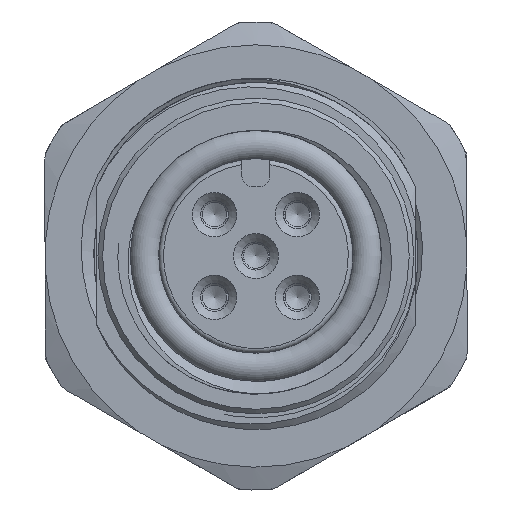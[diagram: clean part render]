
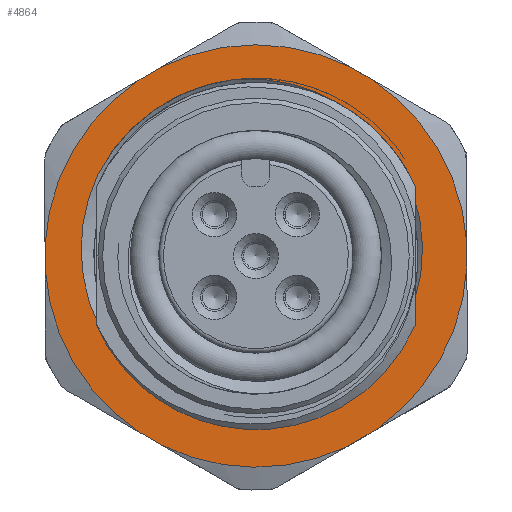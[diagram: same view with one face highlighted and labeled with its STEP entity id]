
A CAD part, front view. The second image highlights one B-rep face of the part: STEP entity #4864.
In plain terms, the highlighted face is planar.
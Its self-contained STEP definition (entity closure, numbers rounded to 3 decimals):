
#385=B_SPLINE_CURVE_WITH_KNOTS('',3,(#28904,#28905,#28906,#28907,#28908,
#28909,#28910),.UNSPECIFIED.,.F.,.F.,(4,1,1,1,4),(0.,0.004,
0.009,0.013,0.017),
 .UNSPECIFIED.);
#386=B_SPLINE_CURVE_WITH_KNOTS('',3,(#28914,#28915,#28916,#28917,#28918,
#28919,#28920),.UNSPECIFIED.,.F.,.F.,(4,1,1,1,4),(0.,
0.004,0.009,0.013,0.017),
 .UNSPECIFIED.);
#497=PLANE('',#5544);
#689=CIRCLE('',#5545,7.6);
#690=CIRCLE('',#5546,6.93);
#691=CIRCLE('',#5547,9.024);
#692=CIRCLE('',#5548,9.024);
#693=CIRCLE('',#5549,9.024);
#694=CIRCLE('',#5550,9.024);
#695=CIRCLE('',#5551,9.024);
#696=CIRCLE('',#5552,9.024);
#1612=ORIENTED_EDGE('',*,*,#2562,.T.);
#1613=ORIENTED_EDGE('',*,*,#2563,.T.);
#1614=ORIENTED_EDGE('',*,*,#2564,.T.);
#1615=ORIENTED_EDGE('',*,*,#2565,.T.);
#1616=ORIENTED_EDGE('',*,*,#2566,.F.);
#1617=ORIENTED_EDGE('',*,*,#2567,.T.);
#1618=ORIENTED_EDGE('',*,*,#2568,.F.);
#1619=ORIENTED_EDGE('',*,*,#2569,.T.);
#1620=ORIENTED_EDGE('',*,*,#2570,.F.);
#1621=ORIENTED_EDGE('',*,*,#2571,.T.);
#1622=ORIENTED_EDGE('',*,*,#2572,.F.);
#1623=ORIENTED_EDGE('',*,*,#2573,.T.);
#1624=ORIENTED_EDGE('',*,*,#2574,.F.);
#1625=ORIENTED_EDGE('',*,*,#2575,.T.);
#1626=ORIENTED_EDGE('',*,*,#2576,.F.);
#1627=ORIENTED_EDGE('',*,*,#2577,.T.);
#2562=EDGE_CURVE('',#3123,#3124,#689,.T.);
#2563=EDGE_CURVE('',#3124,#3125,#385,.T.);
#2564=EDGE_CURVE('',#3125,#3126,#690,.F.);
#2565=EDGE_CURVE('',#3126,#3123,#386,.T.);
#2566=EDGE_CURVE('',#3127,#3128,#691,.F.);
#2567=EDGE_CURVE('',#3127,#3129,#3432,.T.);
#2568=EDGE_CURVE('',#3130,#3129,#692,.F.);
#2569=EDGE_CURVE('',#3130,#3131,#3433,.T.);
#2570=EDGE_CURVE('',#3132,#3131,#693,.F.);
#2571=EDGE_CURVE('',#3132,#3133,#3434,.T.);
#2572=EDGE_CURVE('',#3134,#3133,#694,.F.);
#2573=EDGE_CURVE('',#3134,#3135,#3435,.T.);
#2574=EDGE_CURVE('',#3136,#3135,#695,.F.);
#2575=EDGE_CURVE('',#3136,#3137,#3436,.T.);
#2576=EDGE_CURVE('',#3138,#3137,#696,.F.);
#2577=EDGE_CURVE('',#3138,#3128,#3437,.T.);
#3123=VERTEX_POINT('',#28902);
#3124=VERTEX_POINT('',#28903);
#3125=VERTEX_POINT('',#28911);
#3126=VERTEX_POINT('',#28913);
#3127=VERTEX_POINT('',#28922);
#3128=VERTEX_POINT('',#28923);
#3129=VERTEX_POINT('',#28925);
#3130=VERTEX_POINT('',#28927);
#3131=VERTEX_POINT('',#28929);
#3132=VERTEX_POINT('',#28931);
#3133=VERTEX_POINT('',#28933);
#3134=VERTEX_POINT('',#28935);
#3135=VERTEX_POINT('',#28937);
#3136=VERTEX_POINT('',#28939);
#3137=VERTEX_POINT('',#28941);
#3138=VERTEX_POINT('',#28943);
#3432=LINE('',#28924,#3664);
#3433=LINE('',#28928,#3665);
#3434=LINE('',#28932,#3666);
#3435=LINE('',#28936,#3667);
#3436=LINE('',#28940,#3668);
#3437=LINE('',#28944,#3669);
#3664=VECTOR('',#6446,1000.);
#3665=VECTOR('',#6449,1000.);
#3666=VECTOR('',#6452,1000.);
#3667=VECTOR('',#6455,1000.);
#3668=VECTOR('',#6458,1000.);
#3669=VECTOR('',#6461,1000.);
#4011=EDGE_LOOP('',(#1612,#1613,#1614,#1615));
#4012=EDGE_LOOP('',(#1616,#1617,#1618,#1619,#1620,#1621,#1622,#1623,#1624,
#1625,#1626,#1627));
#4424=FACE_BOUND('',#4011,.T.);
#4425=FACE_BOUND('',#4012,.T.);
#4864=ADVANCED_FACE('',(#4424,#4425),#497,.T.);
#5544=AXIS2_PLACEMENT_3D('',#28900,#6438,#6439);
#5545=AXIS2_PLACEMENT_3D('',#28901,#6440,#6441);
#5546=AXIS2_PLACEMENT_3D('',#28912,#6442,#6443);
#5547=AXIS2_PLACEMENT_3D('',#28921,#6444,#6445);
#5548=AXIS2_PLACEMENT_3D('',#28926,#6447,#6448);
#5549=AXIS2_PLACEMENT_3D('',#28930,#6450,#6451);
#5550=AXIS2_PLACEMENT_3D('',#28934,#6453,#6454);
#5551=AXIS2_PLACEMENT_3D('',#28938,#6456,#6457);
#5552=AXIS2_PLACEMENT_3D('',#28942,#6459,#6460);
#6438=DIRECTION('',(1.,0.,0.));
#6439=DIRECTION('',(0.,0.,-1.));
#6440=DIRECTION('',(-1.,0.,0.));
#6441=DIRECTION('',(0.,1.,0.));
#6442=DIRECTION('',(1.,0.,0.));
#6443=DIRECTION('',(0.,0.,-1.));
#6444=DIRECTION('',(1.,0.,0.));
#6445=DIRECTION('',(0.,0.,-1.));
#6446=DIRECTION('',(0.,1.,0.));
#6447=DIRECTION('',(1.,0.,0.));
#6448=DIRECTION('',(0.,0.,-1.));
#6449=DIRECTION('',(0.,0.497,0.868));
#6450=DIRECTION('',(1.,0.,0.));
#6451=DIRECTION('',(0.,0.,-1.));
#6452=DIRECTION('',(0.,-0.497,0.868));
#6453=DIRECTION('',(1.,0.,0.));
#6454=DIRECTION('',(0.,0.,-1.));
#6455=DIRECTION('',(0.,-1.,0.));
#6456=DIRECTION('',(1.,0.,0.));
#6457=DIRECTION('',(0.,0.,-1.));
#6458=DIRECTION('',(0.,-0.498,-0.867));
#6459=DIRECTION('',(1.,0.,0.));
#6460=DIRECTION('',(0.,0.,-1.));
#6461=DIRECTION('',(0.,0.498,-0.867));
#28900=CARTESIAN_POINT('',(1.5,0.,0.));
#28901=CARTESIAN_POINT('',(1.5,0.,0.));
#28902=CARTESIAN_POINT('',(1.5,-4.081,6.411));
#28903=CARTESIAN_POINT('',(1.5,3.02,6.974));
#28904=CARTESIAN_POINT('',(1.5,3.02,6.974));
#28905=CARTESIAN_POINT('',(1.5,4.318,6.354));
#28906=CARTESIAN_POINT('',(1.5,6.523,4.378));
#28907=CARTESIAN_POINT('',(1.5,7.706,0.079));
#28908=CARTESIAN_POINT('',(1.5,6.285,-4.171));
#28909=CARTESIAN_POINT('',(1.5,3.917,-5.964));
#28910=CARTESIAN_POINT('',(1.5,2.558,-6.441));
#28911=CARTESIAN_POINT('',(1.5,2.558,-6.441));
#28912=CARTESIAN_POINT('',(1.5,0.,0.));
#28913=CARTESIAN_POINT('',(1.5,-1.511,-6.763));
#28914=CARTESIAN_POINT('',(1.5,-1.511,-6.763));
#28915=CARTESIAN_POINT('',(1.5,-2.927,-6.508));
#28916=CARTESIAN_POINT('',(1.5,-5.554,-5.103));
#28917=CARTESIAN_POINT('',(1.5,-7.621,-1.142));
#28918=CARTESIAN_POINT('',(1.5,-7.131,3.298));
#28919=CARTESIAN_POINT('',(1.5,-5.265,5.594));
#28920=CARTESIAN_POINT('',(1.5,-4.081,6.411));
#28921=CARTESIAN_POINT('',(1.5,0.,0.));
#28922=CARTESIAN_POINT('',(1.5,-0.764,-8.992));
#28923=CARTESIAN_POINT('',(1.5,-7.542,-4.955));
#28924=CARTESIAN_POINT('',(1.5,-4.376,-8.992));
#28925=CARTESIAN_POINT('',(1.5,0.764,-8.992));
#28926=CARTESIAN_POINT('',(1.5,0.,0.));
#28927=CARTESIAN_POINT('',(1.5,7.551,-4.941));
#28928=CARTESIAN_POINT('',(1.5,5.661,-8.243));
#28929=CARTESIAN_POINT('',(1.5,8.085,-4.008));
#28930=CARTESIAN_POINT('',(1.5,0.,0.));
#28931=CARTESIAN_POINT('',(1.5,8.085,4.008));
#28932=CARTESIAN_POINT('',(1.5,9.975,0.706));
#28933=CARTESIAN_POINT('',(1.5,7.551,4.941));
#28934=CARTESIAN_POINT('',(1.5,0.,0.));
#28935=CARTESIAN_POINT('',(1.5,0.537,9.008));
#28936=CARTESIAN_POINT('',(1.5,4.342,9.008));
#28937=CARTESIAN_POINT('',(1.5,-0.537,9.008));
#28938=CARTESIAN_POINT('',(1.5,0.,0.));
#28939=CARTESIAN_POINT('',(1.5,-7.542,4.955));
#28940=CARTESIAN_POINT('',(1.5,-5.646,8.254));
#28941=CARTESIAN_POINT('',(1.5,-8.078,4.024));
#28942=CARTESIAN_POINT('',(1.5,0.,0.));
#28943=CARTESIAN_POINT('',(1.5,-8.078,-4.024));
#28944=CARTESIAN_POINT('',(1.5,-9.974,-0.725));
